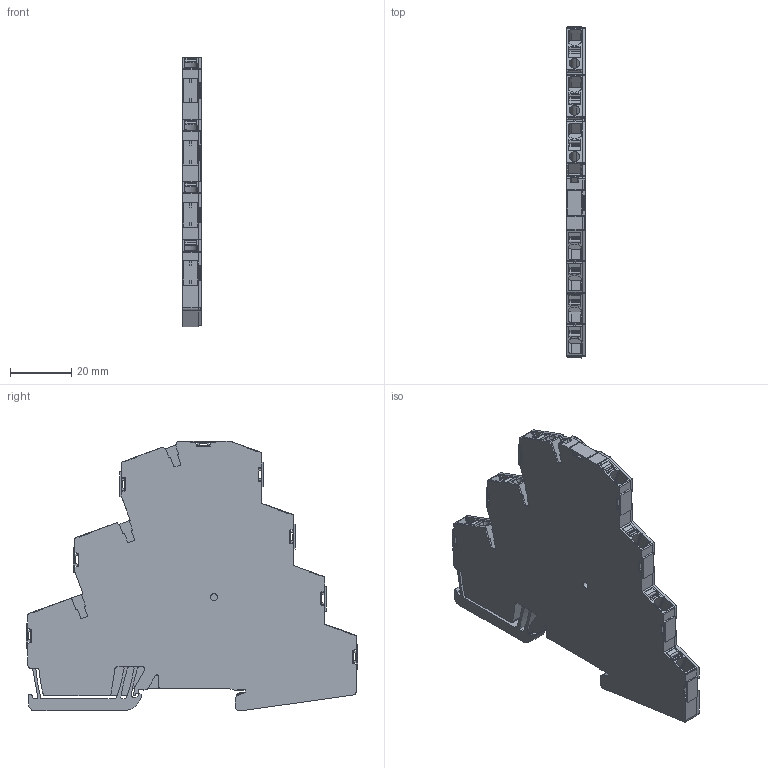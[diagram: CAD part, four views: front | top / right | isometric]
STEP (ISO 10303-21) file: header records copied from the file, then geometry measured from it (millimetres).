
FILE_DESCRIPTION(('CATIA V5 STEP Exchange','CAx-IF Rec.Pracs.--- Model Styling and Organization---1.5--- 2016-08-15','CAx-IF Rec.Pracs.---Supplemental Geometry---1.0---2011-11-01','CAx-IF Rec.Pracs.--- Composite Materials ---1.1---2010-07-15'),'2;1');
FILE_NAME ('D1463870_1', '2025-09-19T07:38:53+00:00', ('none'), ('Weidmueller'), 'CATIA Version 5-6 Release 2024 SP4', 'CATIA V5 STEP AP214 v3', 'none');
FILE_SCHEMA(('AUTOMOTIVE_DESIGN { 1 0 10303 214 1 1 1 1 }'));
Products named in the file (1): 2742050000
Bounding box: 6.1 x 108.05 x 87.86 mm (x, y, z)
Volume: 34875 mm3; surface area: 33256.6 mm2
Topology: 21 solids, 21 shells, 2040 faces, 5843 edges, 3854 vertices
Faces by surface type: plane 1158, cylinder 872, extrusion 10
Entity records: 64582 total; most frequent: CARTESIAN_POINT 13495, ORIENTED_EDGE 11686, DIRECTION 8772, EDGE_CURVE 5843, VECTOR 4070, LINE 4060, VERTEX_POINT 3854, AXIS2_PLACEMENT_3D 3062
